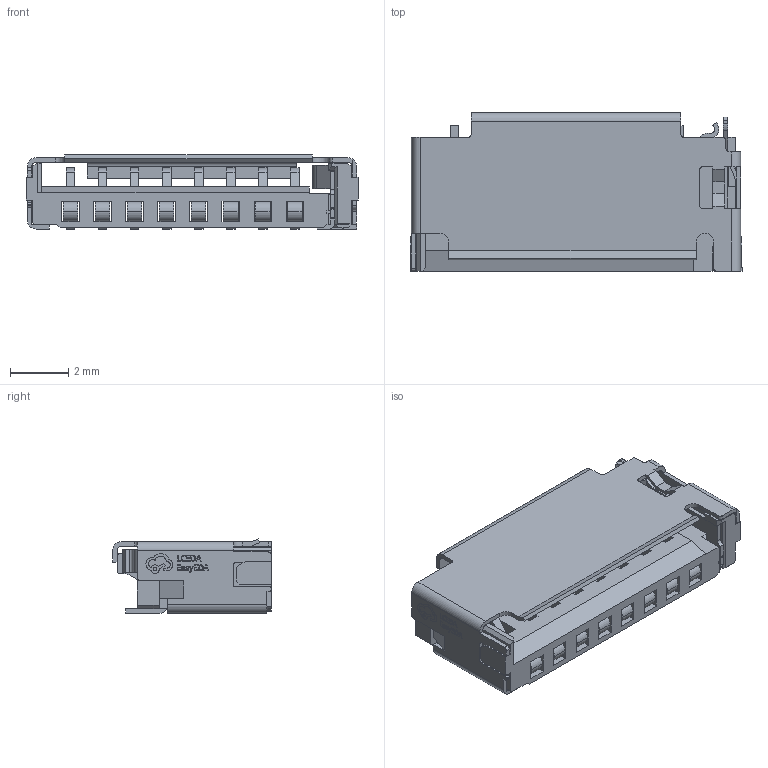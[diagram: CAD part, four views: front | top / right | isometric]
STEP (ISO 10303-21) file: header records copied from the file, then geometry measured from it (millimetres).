
FILE_DESCRIPTION (( 'STEP AP214' ), '1' );
FILE_NAME ('CONN-SMD_TF08BN00.STEP', '2024-10-10T09:44:05', ( '个人用户' ), ( '微软中国' ), 'SwSTEP 2.0', 'SolidWorks 2020', '' );
FILE_SCHEMA (( 'AUTOMOTIVE_DESIGN' ));
Length unit declared in the file: millimetre
Products named in the file (1): CONN-SMD_TF08BN00
Bounding box: 11.4 x 5.45 x 2.55 mm (x, y, z)
Volume: 57.3 mm3; surface area: 452.8 mm2
Topology: 1 solids, 1 shells, 975 faces, 2906 edges, 1910 vertices
Faces by surface type: plane 711, cylinder 166, bspline 98
Entity records: 43746 total; most frequent: CARTESIAN_POINT 7128, ORIENTED_EDGE 5812, DIRECTION 4790, EDGE_CURVE 2906, LINE 2366, VECTOR 2366, VERTEX_POINT 1910, AXIS2_PLACEMENT_3D 1212
